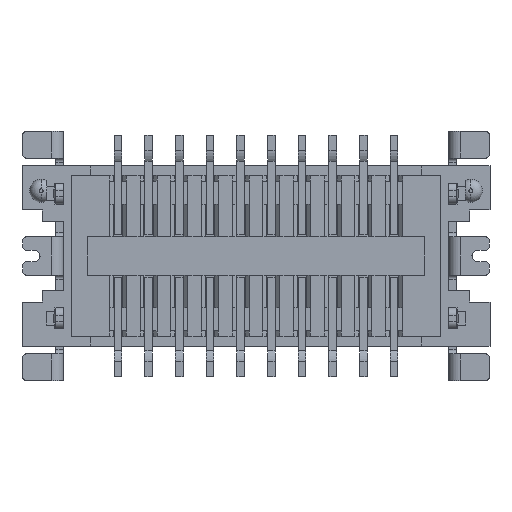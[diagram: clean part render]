
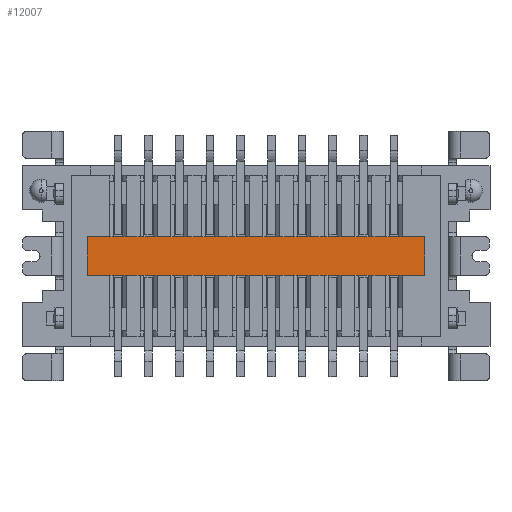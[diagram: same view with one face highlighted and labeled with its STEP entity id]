
A CAD part, front view. The second image highlights one B-rep face of the part: STEP entity #12007.
In plain terms, the highlighted planar face has unit normal (0, -1, 0).
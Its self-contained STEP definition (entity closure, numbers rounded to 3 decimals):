
#524 = CARTESIAN_POINT ( 'NONE',  ( -4.4, -1.35, 0.5 ) ) ;
#678 = VERTEX_POINT ( 'NONE', #15781 ) ;
#1318 = VECTOR ( 'NONE', #1750, 1000. ) ;
#1750 = DIRECTION ( 'NONE',  ( 0., 0., 1. ) ) ;
#2269 = VECTOR ( 'NONE', #7429, 1000. ) ;
#2352 = VERTEX_POINT ( 'NONE', #524 ) ;
#2770 = AXIS2_PLACEMENT_3D ( 'NONE', #9354, #25582, #11686 ) ;
#3917 = VERTEX_POINT ( 'NONE', #22768 ) ;
#3981 = EDGE_CURVE ( 'NONE', #17192, #3917, #26607, .T. ) ;
#4213 = CARTESIAN_POINT ( 'NONE',  ( -4.4, -1.35, 0.5 ) ) ;
#4364 = EDGE_LOOP ( 'NONE', ( #6525, #13867, #10186, #8771 ) ) ;
#6525 = ORIENTED_EDGE ( 'NONE', *, *, #29236, .T. ) ;
#7429 = DIRECTION ( 'NONE',  ( -1., 0., 0. ) ) ;
#8437 = LINE ( 'NONE', #11885, #2269 ) ;
#8586 = FACE_OUTER_BOUND ( 'NONE', #4364, .T. ) ;
#8771 = ORIENTED_EDGE ( 'NONE', *, *, #25753, .T. ) ;
#9354 = CARTESIAN_POINT ( 'NONE',  ( -4.4, -1.35, -0.5 ) ) ;
#10186 = ORIENTED_EDGE ( 'NONE', *, *, #11837, .T. ) ;
#10270 = VECTOR ( 'NONE', #20450, 1000. ) ;
#11686 = DIRECTION ( 'NONE',  ( 0., 0., -1. ) ) ;
#11837 = EDGE_CURVE ( 'NONE', #3917, #678, #19854, .T. ) ;
#11885 = CARTESIAN_POINT ( 'NONE',  ( -4.4, -1.35, 0.5 ) ) ;
#12007 = ADVANCED_FACE ( 'NONE', ( #8586 ), #13939, .T. ) ;
#13867 = ORIENTED_EDGE ( 'NONE', *, *, #3981, .T. ) ;
#13939 = PLANE ( 'NONE',  #2770 ) ;
#15781 = CARTESIAN_POINT ( 'NONE',  ( 4.4, -1.35, 0.5 ) ) ;
#16074 = DIRECTION ( 'NONE',  ( 1., 0., 0. ) ) ;
#16462 = LINE ( 'NONE', #4213, #10270 ) ;
#17192 = VERTEX_POINT ( 'NONE', #29019 ) ;
#19854 = LINE ( 'NONE', #29574, #1318 ) ;
#20446 = VECTOR ( 'NONE', #16074, 1000. ) ;
#20450 = DIRECTION ( 'NONE',  ( 0., 0., -1. ) ) ;
#22768 = CARTESIAN_POINT ( 'NONE',  ( 4.4, -1.35, -0.5 ) ) ;
#25290 = CARTESIAN_POINT ( 'NONE',  ( -4.4, -1.35, -0.5 ) ) ;
#25582 = DIRECTION ( 'NONE',  ( 0., -1., 0. ) ) ;
#25753 = EDGE_CURVE ( 'NONE', #678, #2352, #8437, .T. ) ;
#26607 = LINE ( 'NONE', #25290, #20446 ) ;
#29019 = CARTESIAN_POINT ( 'NONE',  ( -4.4, -1.35, -0.5 ) ) ;
#29236 = EDGE_CURVE ( 'NONE', #2352, #17192, #16462, .T. ) ;
#29574 = CARTESIAN_POINT ( 'NONE',  ( 4.4, -1.35, 0.5 ) ) ;
